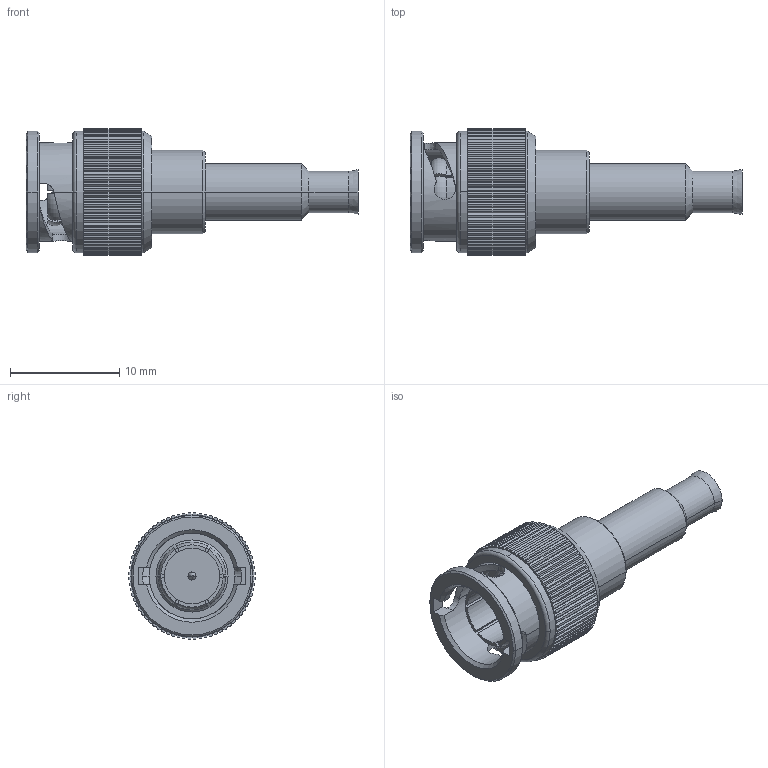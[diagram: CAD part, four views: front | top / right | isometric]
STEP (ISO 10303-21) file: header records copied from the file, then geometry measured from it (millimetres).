
FILE_DESCRIPTION((''),'2;1');
FILE_NAME('MNB1121E1-NT30G-179U-_SW0002','2020-02-14T',('Madhan'),(''),'CREO PARAMETRIC BY PTC INC, 2018360','CREO PARAMETRIC BY PTC INC, 2018360','');
FILE_SCHEMA(('CONFIG_CONTROL_DESIGN'));
Length unit declared in the file: millimetre
Products named in the file (1): MNB1121E1-NT30G-179U-_SW0002
Bounding box: 30.41 x 11.58 x 11.58 mm (x, y, z)
Volume: 1090.2 mm3; surface area: 1702.5 mm2
Topology: 1 solids, 1 shells, 352 faces, 1001 edges, 655 vertices
Faces by surface type: plane 196, cylinder 116, cone 24, torus 8, bspline 8
Entity records: 12372 total; most frequent: CARTESIAN_POINT 3033, ORIENTED_EDGE 1998, DIRECTION 1917, EDGE_CURVE 999, VECTOR 657, LINE 657, VERTEX_POINT 655, AXIS2_PLACEMENT_3D 630
